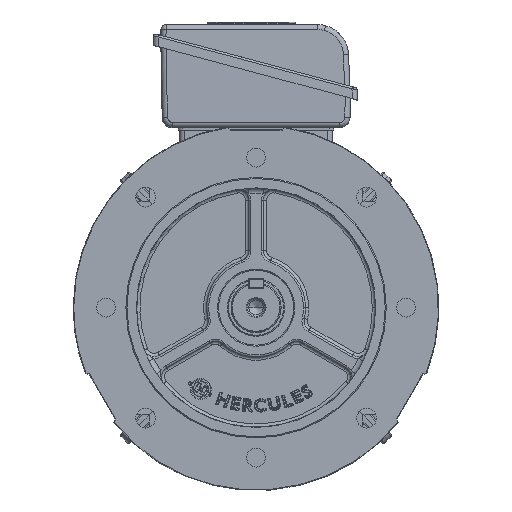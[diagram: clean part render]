
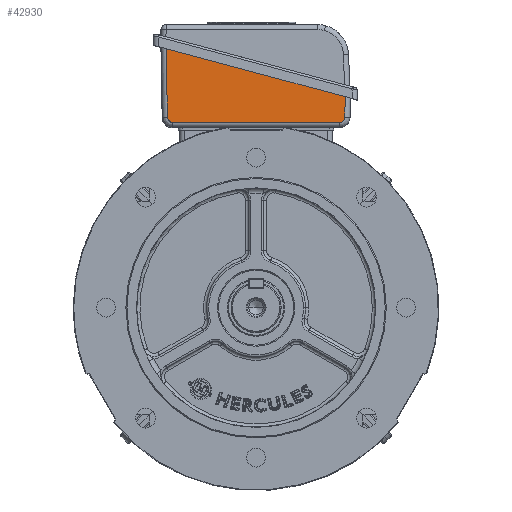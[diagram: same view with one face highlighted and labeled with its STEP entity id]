
A CAD part, top view. The second image highlights one B-rep face of the part: STEP entity #42930.
In plain terms, the highlighted face is planar.
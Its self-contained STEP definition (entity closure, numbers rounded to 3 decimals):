
#138 = ORIENTED_EDGE ( 'NONE', *, *, #116878, .T. ) ;
#5445 = VERTEX_POINT ( 'NONE', #37784 ) ;
#9113 = CARTESIAN_POINT ( 'NONE',  ( 87.189, 85.916, 53.818 ) ) ;
#14975 = VECTOR ( 'NONE', #36126, 1000. ) ;
#16090 = CARTESIAN_POINT ( 'NONE',  ( 87.981, 83.084, 7.584 ) ) ;
#16838 = CARTESIAN_POINT ( 'NONE',  ( 87.938, 85.144, 9.609 ) ) ;
#18880 =( BOUNDED_CURVE ( )  B_SPLINE_CURVE ( 3, ( #67195, #147043, #88903, #20315 ),
 .UNSPECIFIED., .F., .T. ) 
 B_SPLINE_CURVE_WITH_KNOTS ( ( 4, 4 ),
 ( 1.85, 3.403 ),
 .UNSPECIFIED. ) 
 CURVE ( )  GEOMETRIC_REPRESENTATION_ITEM ( )  RATIONAL_B_SPLINE_CURVE ( ( 1., 0.809, 0.809, 1. ) ) 
 REPRESENTATION_ITEM ( '' )  );
#20315 = CARTESIAN_POINT ( 'NONE',  ( 88.719, -80.15, 7.584 ) ) ;
#23914 = ORIENTED_EDGE ( 'NONE', *, *, #37434, .T. ) ;
#25609 = ORIENTED_EDGE ( 'NONE', *, *, #47924, .T. ) ;
#26436 = EDGE_LOOP ( 'NONE', ( #136221, #35133, #25609, #138, #98432, #23914 ) ) ;
#31214 = EDGE_CURVE ( 'NONE', #103035, #5445, #72596, .T. ) ;
#32197 = LINE ( 'NONE', #123210, #46151 ) ;
#33608 = VERTEX_POINT ( 'NONE', #94224 ) ;
#35133 = ORIENTED_EDGE ( 'NONE', *, *, #138345, .T. ) ;
#36126 = DIRECTION ( 'NONE',  ( 0.017, 0.017, -1. ) ) ;
#37434 = EDGE_CURVE ( 'NONE', #5445, #41583, #88154, .T. ) ;
#37784 = CARTESIAN_POINT ( 'NONE',  ( 87.889, 85.195, 12.497 ) ) ;
#38279 = VERTEX_POINT ( 'NONE', #82312 ) ;
#41583 = VERTEX_POINT ( 'NONE', #117552 ) ;
#42930 = ADVANCED_FACE ( 'NONE', ( #84127 ), #96780, .T. ) ;
#46151 = VECTOR ( 'NONE', #133649, 1000. ) ;
#47924 = EDGE_CURVE ( 'NONE', #33608, #110058, #18880, .T. ) ;
#56427 = EDGE_CURVE ( 'NONE', #38279, #41583, #32197, .T. ) ;
#59929 = LINE ( 'NONE', #68181, #14975 ) ;
#67185 = DIRECTION ( 'NONE',  ( -0.017, 0.017, 1. ) ) ;
#67195 = CARTESIAN_POINT ( 'NONE',  ( 88.658, -85.15, 12.497 ) ) ;
#67809 = CARTESIAN_POINT ( 'NONE',  ( 87.994, 80.173, 7.584 ) ) ;
#68181 = CARTESIAN_POINT ( 'NONE',  ( 88.66, -85.148, 12.413 ) ) ;
#72596 =( BOUNDED_CURVE ( )  B_SPLINE_CURVE ( 3, ( #120529, #16090, #16838, #141383 ),
 .UNSPECIFIED., .F., .F. ) 
 B_SPLINE_CURVE_WITH_KNOTS ( ( 4, 4 ),
 ( 3.403, 4.957 ),
 .UNSPECIFIED. ) 
 CURVE ( )  GEOMETRIC_REPRESENTATION_ITEM ( )  RATIONAL_B_SPLINE_CURVE ( ( 1., 0.809, 0.809, 1. ) ) 
 REPRESENTATION_ITEM ( '' )  );
#75120 = DIRECTION ( 'NONE',  ( 1., 0.005, 0.017 ) ) ;
#75805 = CARTESIAN_POINT ( 'NONE',  ( 88.719, -80.15, 7.584 ) ) ;
#79981 = VECTOR ( 'NONE', #67185, 1000. ) ;
#82312 = CARTESIAN_POINT ( 'NONE',  ( 87.5, -86.355, 81.523 ) ) ;
#84127 = FACE_OUTER_BOUND ( 'NONE', #26436, .T. ) ;
#87046 = CARTESIAN_POINT ( 'NONE',  ( 87.994, 80.196, 7.584 ) ) ;
#88154 = LINE ( 'NONE', #9113, #79981 ) ;
#88903 = CARTESIAN_POINT ( 'NONE',  ( 88.732, -83.039, 7.584 ) ) ;
#94224 = CARTESIAN_POINT ( 'NONE',  ( 88.658, -85.15, 12.497 ) ) ;
#96134 = VECTOR ( 'NONE', #146183, 1000. ) ;
#96780 = PLANE ( 'NONE',  #97024 ) ;
#97024 = AXIS2_PLACEMENT_3D ( 'NONE', #121416, #75120, #129666 ) ;
#98432 = ORIENTED_EDGE ( 'NONE', *, *, #31214, .T. ) ;
#100678 = LINE ( 'NONE', #67809, #96134 ) ;
#103035 = VERTEX_POINT ( 'NONE', #87046 ) ;
#110058 = VERTEX_POINT ( 'NONE', #75805 ) ;
#116878 = EDGE_CURVE ( 'NONE', #110058, #103035, #100678, .T. ) ;
#117552 = CARTESIAN_POINT ( 'NONE',  ( 87.5, 85.595, 35.449 ) ) ;
#120529 = CARTESIAN_POINT ( 'NONE',  ( 87.994, 80.196, 7.584 ) ) ;
#121416 = CARTESIAN_POINT ( 'NONE',  ( 87.5, 12.221, 55.11 ) ) ;
#123210 = CARTESIAN_POINT ( 'NONE',  ( 87.5, 12.221, 55.11 ) ) ;
#129666 = DIRECTION ( 'NONE',  ( 0.017, 0., -1. ) ) ;
#133649 = DIRECTION ( 'NONE',  ( 0., 0.966, -0.259 ) ) ;
#136221 = ORIENTED_EDGE ( 'NONE', *, *, #56427, .F. ) ;
#138345 = EDGE_CURVE ( 'NONE', #38279, #33608, #59929, .T. ) ;
#141383 = CARTESIAN_POINT ( 'NONE',  ( 87.889, 85.195, 12.497 ) ) ;
#146183 = DIRECTION ( 'NONE',  ( -0.005, 1., 0. ) ) ;
#147043 = CARTESIAN_POINT ( 'NONE',  ( 88.707, -85.099, 9.609 ) ) ;
